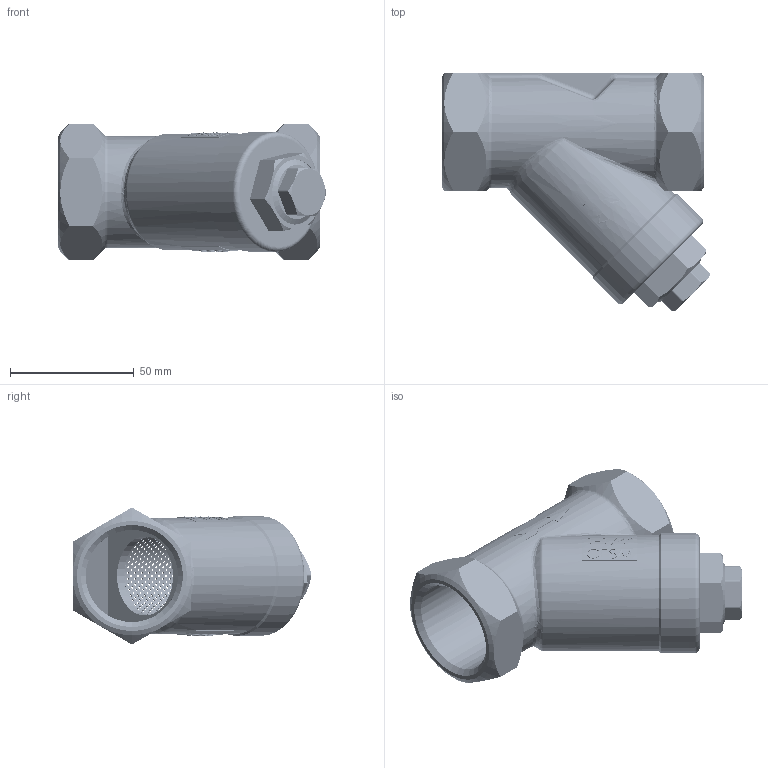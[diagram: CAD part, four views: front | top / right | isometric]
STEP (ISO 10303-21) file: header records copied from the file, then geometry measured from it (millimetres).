
FILE_DESCRIPTION (( 'STEP AP203' ), '1' );
FILE_NAME ('MV-41B-DN32.STEP', '2023-02-11T02:11:20', ( '' ), ( '' ), 'SwSTEP 2.0', 'SolidWorks 2012', '' );
FILE_SCHEMA (( 'CONFIG_CONTROL_DESIGN' ));
Length unit declared in the file: millimetre
Products named in the file (7): MV-41B-DN32; MV-41B-MS-DN32; MV-41B-G(樓馱)-DN32; MV-41B-SD(樓馱)-DN32; MV-41B-T(樓馱)-DN32; MV-41B-LW; MV-41B-M-DN32
Assembly tree (6 placements, depth 2):
  MV-41B-DN32
    MV-41B-T(樓馱)-DN32
    MV-41B-LW
    MV-41B-M-DN32
    MV-41B-G(樓馱)-DN32
    MV-41B-SD(樓馱)-DN32
    MV-41B-MS-DN32
Bounding box: 108.6 x 96.6 x 55.43 mm (x, y, z)
Volume: 112101.2 mm3; surface area: 62894.1 mm2
Topology: 6 solids, 6 shells, 2876 faces, 8584 edges, 5696 vertices
Faces by surface type: cylinder 2586, plane 140, bspline 80, cone 58, torus 10, sphere 2
Entity records: 139850 total; most frequent: CARTESIAN_POINT 67683, ORIENTED_EDGE 17156, DIRECTION 9014, EDGE_CURVE 8578, VERTEX_POINT 5694, B_SPLINE_CURVE_WITH_KNOTS 5396, EDGE_LOOP 5364, AXIS2_PLACEMENT_3D 3044
